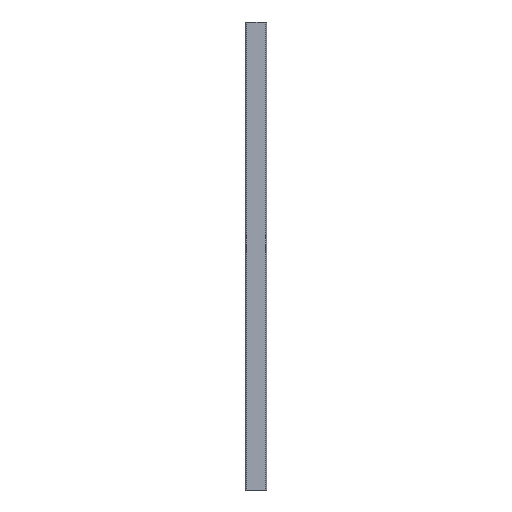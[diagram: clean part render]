
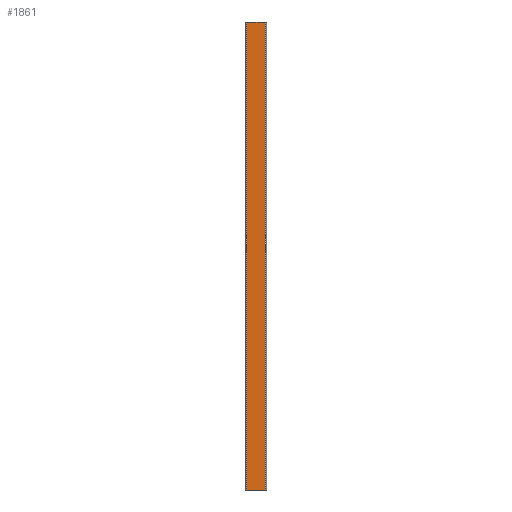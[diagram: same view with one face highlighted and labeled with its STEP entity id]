
A CAD part, front view. The second image highlights one B-rep face of the part: STEP entity #1861.
In plain terms, the highlighted planar face has unit normal (0, -1, 0).
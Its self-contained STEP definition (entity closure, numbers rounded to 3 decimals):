
#61=PLANE('',#2074);
#155=FACE_OUTER_BOUND('',#250,.T.);
#250=EDGE_LOOP('',(#1625,#1626,#1627,#1628));
#419=LINE('',#3153,#599);
#423=LINE('',#3167,#603);
#431=LINE('',#3188,#611);
#432=LINE('',#3191,#612);
#599=VECTOR('',#2592,10.);
#603=VECTOR('',#2606,10.);
#611=VECTOR('',#2630,10.);
#612=VECTOR('',#2635,10.);
#881=VERTEX_POINT('',#3150);
#882=VERTEX_POINT('',#3152);
#887=VERTEX_POINT('',#3165);
#892=VERTEX_POINT('',#3187);
#1148=EDGE_CURVE('',#882,#881,#419,.T.);
#1156=EDGE_CURVE('',#887,#881,#423,.T.);
#1166=EDGE_CURVE('',#892,#882,#431,.T.);
#1168=EDGE_CURVE('',#892,#887,#432,.T.);
#1625=ORIENTED_EDGE('',*,*,#1148,.T.);
#1626=ORIENTED_EDGE('',*,*,#1156,.F.);
#1627=ORIENTED_EDGE('',*,*,#1168,.F.);
#1628=ORIENTED_EDGE('',*,*,#1166,.T.);
#1861=ADVANCED_FACE('',(#155),#61,.T.);
#2074=AXIS2_PLACEMENT_3D('',#3190,#2633,#2634);
#2592=DIRECTION('',(-1.,0.,0.));
#2606=DIRECTION('',(0.,0.,1.));
#2630=DIRECTION('',(0.,0.,1.));
#2633=DIRECTION('center_axis',(0.,-1.,0.));
#2634=DIRECTION('ref_axis',(1.,0.,0.));
#2635=DIRECTION('',(-1.,0.,0.));
#3150=CARTESIAN_POINT('',(-20.,-9.25,1000.));
#3152=CARTESIAN_POINT('',(20.,-9.25,1000.));
#3153=CARTESIAN_POINT('',(-10.,-9.25,1000.));
#3165=CARTESIAN_POINT('',(-20.,-9.25,0.));
#3167=CARTESIAN_POINT('',(-20.,-9.25,0.));
#3187=CARTESIAN_POINT('',(20.,-9.25,0.));
#3188=CARTESIAN_POINT('',(20.,-9.25,0.));
#3190=CARTESIAN_POINT('Origin',(-20.,-9.25,0.));
#3191=CARTESIAN_POINT('',(-10.,-9.25,0.));
